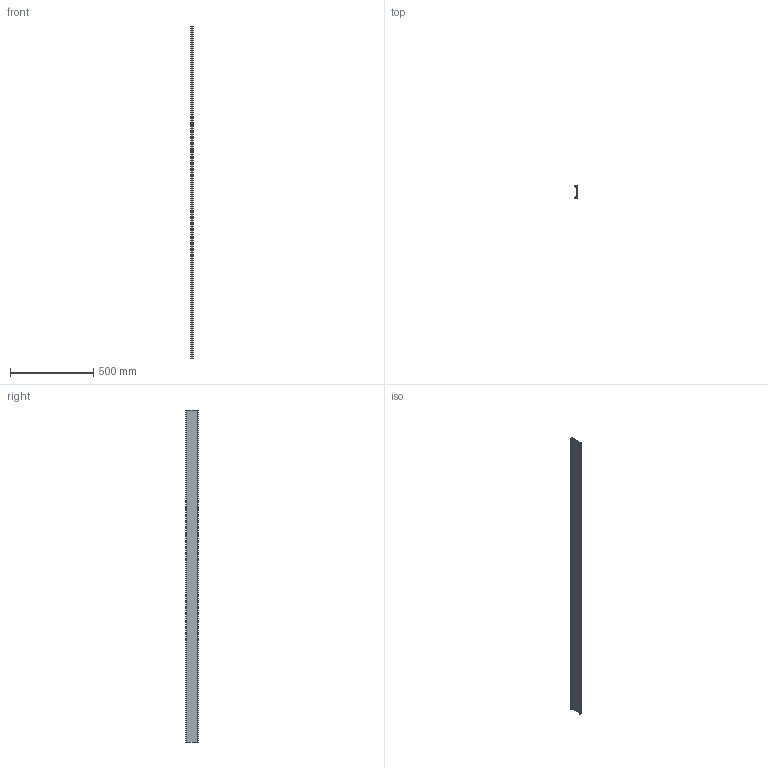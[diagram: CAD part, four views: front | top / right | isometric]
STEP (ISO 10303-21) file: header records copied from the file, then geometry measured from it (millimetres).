
FILE_DESCRIPTION (( 'STEP AP214' ), '1' );
FILE_NAME ('6278684.STEP', '2025-02-17T14:47:31', ( '' ), ( '' ), 'SwSTEP 2.0', 'SolidWorks 2024', '' );
FILE_SCHEMA (( 'AUTOMOTIVE_DESIGN' ));
Length unit declared in the file: millimetre
Products named in the file (1): 6278684
Bounding box: 13.07 x 77.61 x 2000 mm (x, y, z)
Volume: 369137.6 mm3; surface area: 456445.3 mm2
Topology: 1 solids, 1 shells, 31 faces, 87 edges, 58 vertices
Faces by surface type: plane 28, cylinder 3
Entity records: 1010 total; most frequent: CARTESIAN_POINT 177, ORIENTED_EDGE 174, DIRECTION 157, EDGE_CURVE 87, VECTOR 81, LINE 81, VERTEX_POINT 58, AXIS2_PLACEMENT_3D 38
